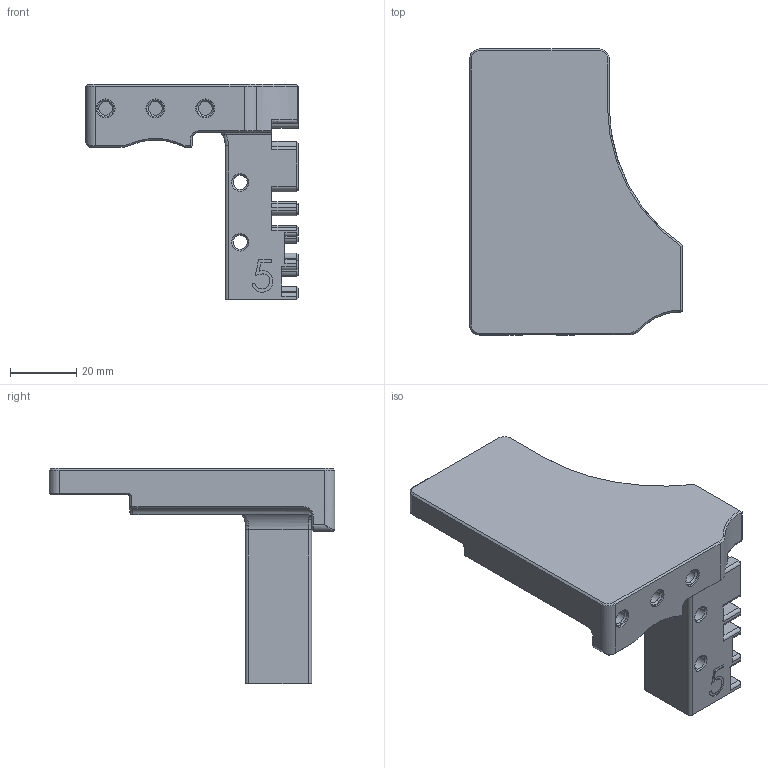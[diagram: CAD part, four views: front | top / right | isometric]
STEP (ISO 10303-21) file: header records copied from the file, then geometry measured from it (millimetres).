
FILE_DESCRIPTION (( 'STEP AP203' ), '1' );
FILE_NAME ('u1-top-ecb-r5-noBias_T1_Main.STEP', '2023-10-16T19:03:02', ( '' ), ( '' ), 'SwSTEP 2.0', 'SolidWorks 2022', '' );
FILE_SCHEMA (( 'CONFIG_CONTROL_DESIGN' ));
Length unit declared in the file: millimetre
Products named in the file (1): u1-top-ecb-r5-noBias_T1_Main
Bounding box: 64 x 86 x 64.75 mm (x, y, z)
Volume: 69141.4 mm3; surface area: 19583.1 mm2
Topology: 1 solids, 1 shells, 381 faces, 954 edges, 585 vertices
Faces by surface type: plane 183, cylinder 106, cone 73, bspline 13, torus 6
Entity records: 12326 total; most frequent: CARTESIAN_POINT 3176, ORIENTED_EDGE 1896, DIRECTION 1891, EDGE_CURVE 948, AXIS2_PLACEMENT_3D 648, VECTOR 595, LINE 595, VERTEX_POINT 585
